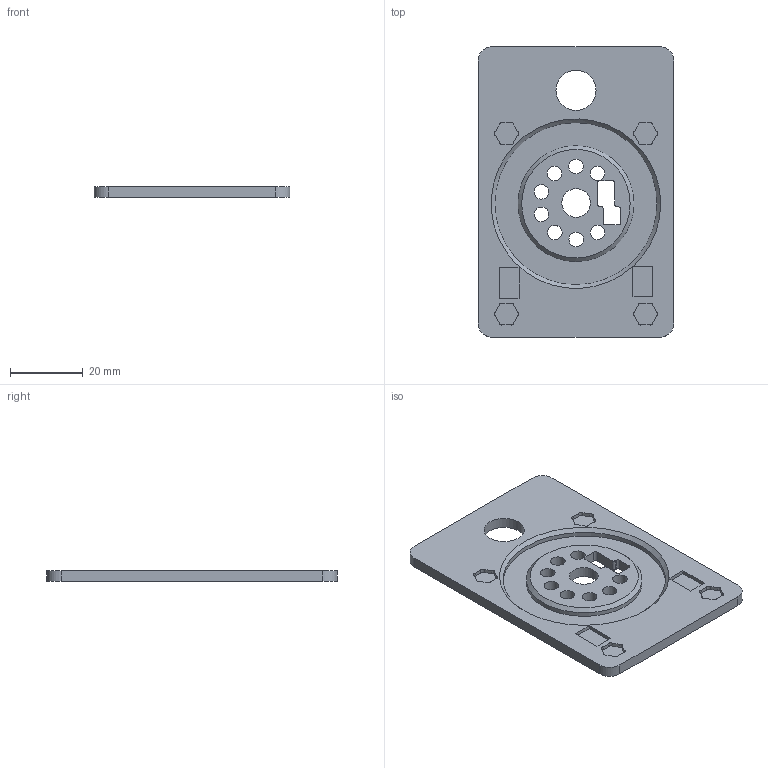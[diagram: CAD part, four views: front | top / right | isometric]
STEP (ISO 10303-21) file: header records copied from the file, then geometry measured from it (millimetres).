
FILE_DESCRIPTION(/* description */ (''),/* implementation_level */ '2;1');
FILE_NAME(/* name */ 'Pithy Pixel Plus Faceplate.step',/* time_stamp */ '2021-06-11T03:23:29+01:00',/* author */ (''),/* organization */ (''),/* preprocessor_version */ 'ST-DEVELOPER v18.1',/* originating_system */ 'Autodesk Translation Framework v10.9.0.1377',/* authorisation */ '');
FILE_SCHEMA (('AUTOMOTIVE_DESIGN { 1 0 10303 214 3 1 1 }'));
Length unit declared in the file: millimetre
Products named in the file (1): Pithy Pixel Plus Faceplate
Bounding box: 53.72 x 79.75 x 3 mm (x, y, z)
Volume: 9896.3 mm3; surface area: 9825.6 mm2
Topology: 1 solids, 1 shells, 104 faces, 283 edges, 188 vertices
Faces by surface type: plane 54, cylinder 48, cone 2
Full cylindrical faces by diameter (mm): 4 x8, 7.85 x1, 11 x1, 31.75 x1, 44.5 x1
Entity records: 3392 total; most frequent: DIRECTION 590, CARTESIAN_POINT 580, ORIENTED_EDGE 566, EDGE_CURVE 283, AXIS2_PLACEMENT_3D 204, VERTEX_POINT 188, LINE 182, VECTOR 182
